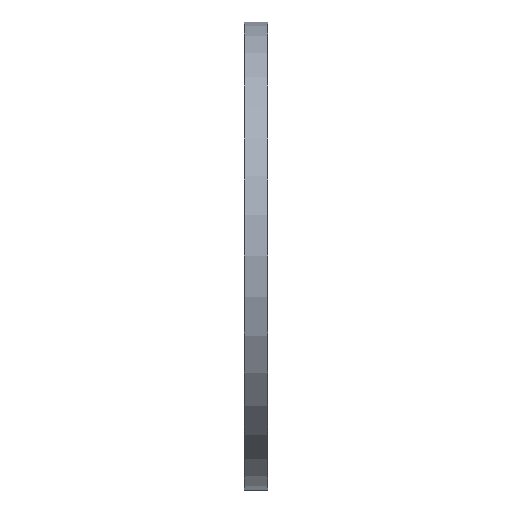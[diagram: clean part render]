
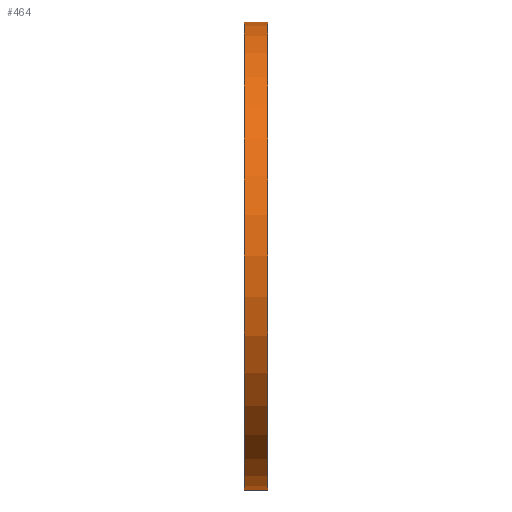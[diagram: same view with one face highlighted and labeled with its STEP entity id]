
A CAD part, left-side view. The second image highlights one B-rep face of the part: STEP entity #464.
In plain terms, the highlighted cylindrical face has radius 60 mm (diameter 120 mm), a partial arc.
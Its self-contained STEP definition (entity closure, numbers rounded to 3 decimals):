
#464 = ADVANCED_FACE ( 'NONE', ( #10974 ), #8730, .T. ) ;
#1563 = EDGE_CURVE ( 'NONE', #5418, #5318, #6334, .T. ) ;
#2243 = DIRECTION ( 'NONE',  ( 0., 1., 0. ) ) ;
#2497 = CARTESIAN_POINT ( 'NONE',  ( 0., 6., 60. ) ) ;
#2903 = EDGE_CURVE ( 'NONE', #10731, #3794, #4355, .T. ) ;
#3196 = AXIS2_PLACEMENT_3D ( 'NONE', #9480, #4617, #7819 ) ;
#3582 = DIRECTION ( 'NONE',  ( 0., 1., 0. ) ) ;
#3794 = VERTEX_POINT ( 'NONE', #11769 ) ;
#4245 = CARTESIAN_POINT ( 'NONE',  ( 0., 6., 0. ) ) ;
#4355 = LINE ( 'NONE', #10307, #5378 ) ;
#4378 = DIRECTION ( 'NONE',  ( 0., -1., 0. ) ) ;
#4617 = DIRECTION ( 'NONE',  ( 0., -1., 0. ) ) ;
#4724 = AXIS2_PLACEMENT_3D ( 'NONE', #4245, #2243, #7987 ) ;
#5116 = AXIS2_PLACEMENT_3D ( 'NONE', #6511, #3582, #5431 ) ;
#5318 = VERTEX_POINT ( 'NONE', #11219 ) ;
#5378 = VECTOR ( 'NONE', #7529, 1000. ) ;
#5418 = VERTEX_POINT ( 'NONE', #6687 ) ;
#5431 = DIRECTION ( 'NONE',  ( 0., 0., 1. ) ) ;
#6334 = LINE ( 'NONE', #2497, #8713 ) ;
#6511 = CARTESIAN_POINT ( 'NONE',  ( 0., 0., 0. ) ) ;
#6687 = CARTESIAN_POINT ( 'NONE',  ( 0., 6., 60. ) ) ;
#6721 = ORIENTED_EDGE ( 'NONE', *, *, #1563, .F. ) ;
#7338 = CIRCLE ( 'NONE', #5116, 60. ) ;
#7480 = CIRCLE ( 'NONE', #4724, 60. ) ;
#7529 = DIRECTION ( 'NONE',  ( 0., -1., 0. ) ) ;
#7819 = DIRECTION ( 'NONE',  ( 0., 0., -1. ) ) ;
#7987 = DIRECTION ( 'NONE',  ( 0., 0., 1. ) ) ;
#8266 = ORIENTED_EDGE ( 'NONE', *, *, #10284, .T. ) ;
#8422 = CARTESIAN_POINT ( 'NONE',  ( 0., 6., -60. ) ) ;
#8713 = VECTOR ( 'NONE', #4378, 1000. ) ;
#8730 = CYLINDRICAL_SURFACE ( 'NONE', #3196, 60. ) ;
#8949 = ORIENTED_EDGE ( 'NONE', *, *, #2903, .T. ) ;
#9480 = CARTESIAN_POINT ( 'NONE',  ( 0., 6., 0. ) ) ;
#9854 = ORIENTED_EDGE ( 'NONE', *, *, #10061, .F. ) ;
#10061 = EDGE_CURVE ( 'NONE', #10731, #5418, #7480, .T. ) ;
#10284 = EDGE_CURVE ( 'NONE', #3794, #5318, #7338, .T. ) ;
#10307 = CARTESIAN_POINT ( 'NONE',  ( 0., 6., -60. ) ) ;
#10731 = VERTEX_POINT ( 'NONE', #8422 ) ;
#10822 = EDGE_LOOP ( 'NONE', ( #6721, #9854, #8949, #8266 ) ) ;
#10974 = FACE_OUTER_BOUND ( 'NONE', #10822, .T. ) ;
#11219 = CARTESIAN_POINT ( 'NONE',  ( 0., 0., 60. ) ) ;
#11769 = CARTESIAN_POINT ( 'NONE',  ( 0., 0., -60. ) ) ;
